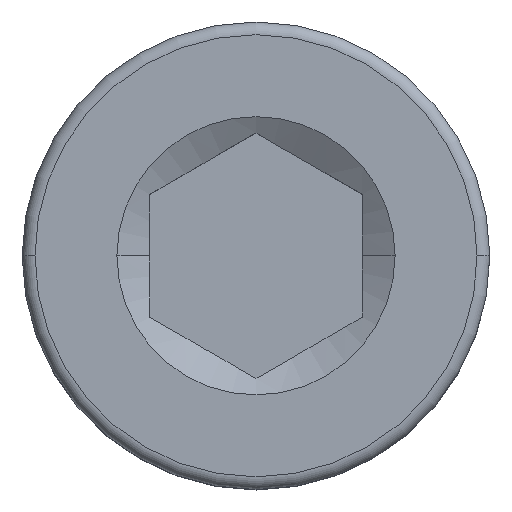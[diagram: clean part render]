
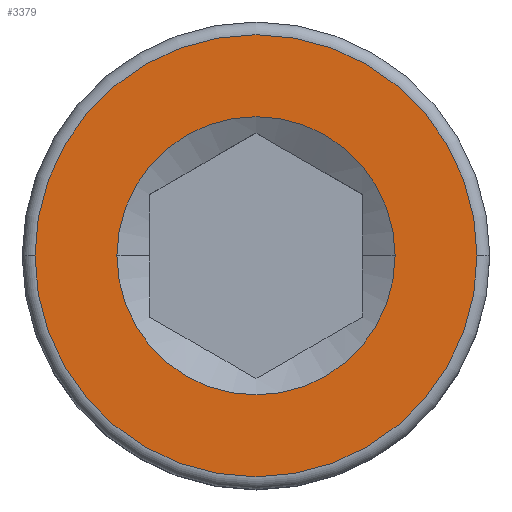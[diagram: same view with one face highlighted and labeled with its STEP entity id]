
A CAD part, top view. The second image highlights one B-rep face of the part: STEP entity #3379.
In plain terms, the highlighted planar face has unit normal (0, 0, 1).
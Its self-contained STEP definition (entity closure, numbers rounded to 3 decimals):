
#115 = EDGE_CURVE ( 'NONE', #323, #2377, #3017, .T. ) ;
#137 = CARTESIAN_POINT ( 'NONE',  ( 0., 0., 7.5 ) ) ;
#323 = VERTEX_POINT ( 'NONE', #4061 ) ;
#477 = DIRECTION ( 'NONE',  ( 1., 0., 0. ) ) ;
#532 = DIRECTION ( 'NONE',  ( 0., 0., 1. ) ) ;
#1025 = CIRCLE ( 'NONE', #4543, 2.6 ) ;
#1108 = CIRCLE ( 'NONE', #2327, 2.6 ) ;
#1338 = DIRECTION ( 'NONE',  ( 0., 0., 1. ) ) ;
#1381 = FACE_OUTER_BOUND ( 'NONE', #3517, .T. ) ;
#1392 = EDGE_CURVE ( 'NONE', #1726, #2047, #1025, .T. ) ;
#1439 = CIRCLE ( 'NONE', #1703, 1.636 ) ;
#1447 = CARTESIAN_POINT ( 'NONE',  ( 0., 0., 7.5 ) ) ;
#1519 = DIRECTION ( 'NONE',  ( -1., 0., 0. ) ) ;
#1703 = AXIS2_PLACEMENT_3D ( 'NONE', #2654, #3385, #477 ) ;
#1704 = ORIENTED_EDGE ( 'NONE', *, *, #1392, .F. ) ;
#1726 = VERTEX_POINT ( 'NONE', #2343 ) ;
#1875 = ORIENTED_EDGE ( 'NONE', *, *, #1978, .F. ) ;
#1975 = AXIS2_PLACEMENT_3D ( 'NONE', #137, #1338, #2634 ) ;
#1978 = EDGE_CURVE ( 'NONE', #2047, #1726, #1108, .T. ) ;
#2047 = VERTEX_POINT ( 'NONE', #4680 ) ;
#2189 = ORIENTED_EDGE ( 'NONE', *, *, #3365, .F. ) ;
#2271 = DIRECTION ( 'NONE',  ( -1., 0., 0. ) ) ;
#2327 = AXIS2_PLACEMENT_3D ( 'NONE', #1447, #3912, #2271 ) ;
#2343 = CARTESIAN_POINT ( 'NONE',  ( 2.6, 0., 7.5 ) ) ;
#2370 = DIRECTION ( 'NONE',  ( 0., 0., -1. ) ) ;
#2377 = VERTEX_POINT ( 'NONE', #5013 ) ;
#2570 = CARTESIAN_POINT ( 'NONE',  ( 0., 2.6, 7.5 ) ) ;
#2634 = DIRECTION ( 'NONE',  ( 1., 0., 0. ) ) ;
#2654 = CARTESIAN_POINT ( 'NONE',  ( 0., 0., 7.5 ) ) ;
#2905 = ORIENTED_EDGE ( 'NONE', *, *, #115, .F. ) ;
#3017 = CIRCLE ( 'NONE', #1975, 1.636 ) ;
#3365 = EDGE_CURVE ( 'NONE', #2377, #323, #1439, .T. ) ;
#3379 = ADVANCED_FACE ( 'NONE', ( #5112, #1381 ), #3495, .T. ) ;
#3385 = DIRECTION ( 'NONE',  ( 0., 0., 1. ) ) ;
#3495 = PLANE ( 'NONE',  #3984 ) ;
#3517 = EDGE_LOOP ( 'NONE', ( #1875, #1704 ) ) ;
#3912 = DIRECTION ( 'NONE',  ( 0., 0., -1. ) ) ;
#3984 = AXIS2_PLACEMENT_3D ( 'NONE', #2570, #532, #5063 ) ;
#4061 = CARTESIAN_POINT ( 'NONE',  ( -1.636, 0., 7.5 ) ) ;
#4479 = CARTESIAN_POINT ( 'NONE',  ( 0., 0., 7.5 ) ) ;
#4543 = AXIS2_PLACEMENT_3D ( 'NONE', #4479, #2370, #1519 ) ;
#4680 = CARTESIAN_POINT ( 'NONE',  ( -2.6, 0., 7.5 ) ) ;
#5013 = CARTESIAN_POINT ( 'NONE',  ( 1.636, 0., 7.5 ) ) ;
#5063 = DIRECTION ( 'NONE',  ( 1., 0., 0. ) ) ;
#5112 = FACE_BOUND ( 'NONE', #5258, .T. ) ;
#5258 = EDGE_LOOP ( 'NONE', ( #2189, #2905 ) ) ;
